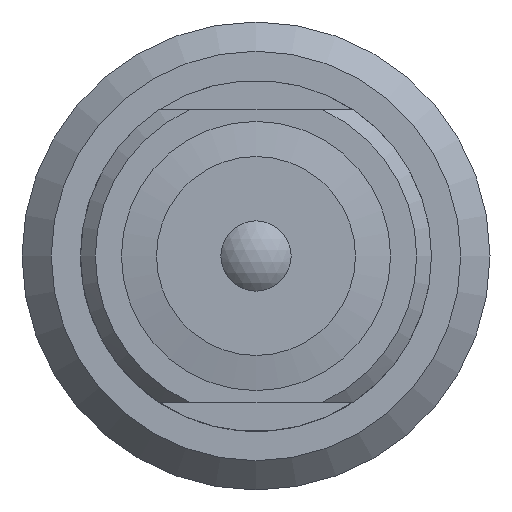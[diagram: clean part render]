
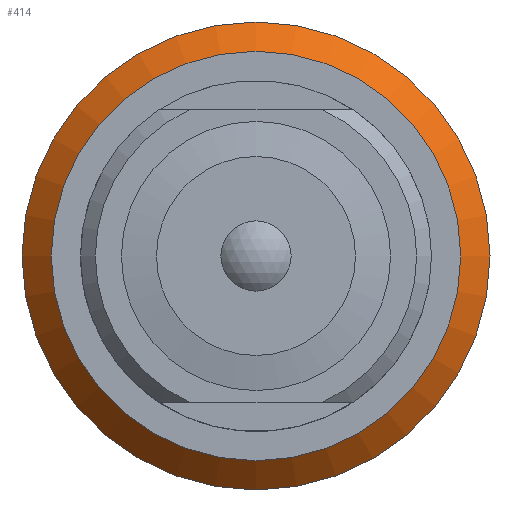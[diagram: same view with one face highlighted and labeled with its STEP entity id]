
A CAD part, left-side view. The second image highlights one B-rep face of the part: STEP entity #414.
In plain terms, the highlighted conical face has half-angle 45 degrees and reference radius 4 mm.
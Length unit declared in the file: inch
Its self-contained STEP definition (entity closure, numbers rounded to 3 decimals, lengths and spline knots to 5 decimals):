
#50 = EDGE_CURVE ( 'NONE', #460, #460, #232, .T. ) ;
#72 = ORIENTED_EDGE ( 'NONE', *, *, #163, .F. ) ;
#83 = CARTESIAN_POINT ( 'NONE',  ( 0.99369, 0., 0. ) ) ;
#90 = VERTEX_POINT ( 'NONE', #250 ) ;
#95 = AXIS2_PLACEMENT_3D ( 'NONE', #83, #306, #217 ) ;
#107 = DIRECTION ( 'NONE',  ( 0., 1., 0. ) ) ;
#119 = CARTESIAN_POINT ( 'NONE',  ( 0.99369, 0.1378, 0. ) ) ;
#123 = FACE_OUTER_BOUND ( 'NONE', #505, .T. ) ;
#150 = ORIENTED_EDGE ( 'NONE', *, *, #50, .T. ) ;
#163 = EDGE_CURVE ( 'NONE', #90, #90, #296, .T. ) ;
#176 = FACE_BOUND ( 'NONE', #184, .T. ) ;
#184 = EDGE_LOOP ( 'NONE', ( #150 ) ) ;
#192 = DIRECTION ( 'NONE',  ( 1., 0., 0. ) ) ;
#217 = DIRECTION ( 'NONE',  ( 0., 1., 0. ) ) ;
#220 = DIRECTION ( 'NONE',  ( 1., 0., 0. ) ) ;
#232 = CIRCLE ( 'NONE', #95, 0.1378 ) ;
#250 = CARTESIAN_POINT ( 'NONE',  ( 1.01338, 0.15748, 0. ) ) ;
#262 = DIRECTION ( 'NONE',  ( 0., 1., 0. ) ) ;
#296 = CIRCLE ( 'NONE', #561, 0.15748 ) ;
#306 = DIRECTION ( 'NONE',  ( 1., 0., 0. ) ) ;
#356 = CARTESIAN_POINT ( 'NONE',  ( 1.01338, 0., 0. ) ) ;
#381 = CONICAL_SURFACE ( 'NONE', #558, 0.15748, 0.785 ) ;
#411 = CARTESIAN_POINT ( 'NONE',  ( 1.01338, 0., 0. ) ) ;
#414 = ADVANCED_FACE ( 'NONE', ( #176, #123 ), #381, .T. ) ;
#460 = VERTEX_POINT ( 'NONE', #119 ) ;
#505 = EDGE_LOOP ( 'NONE', ( #72 ) ) ;
#558 = AXIS2_PLACEMENT_3D ( 'NONE', #411, #192, #107 ) ;
#561 = AXIS2_PLACEMENT_3D ( 'NONE', #356, #220, #262 ) ;
